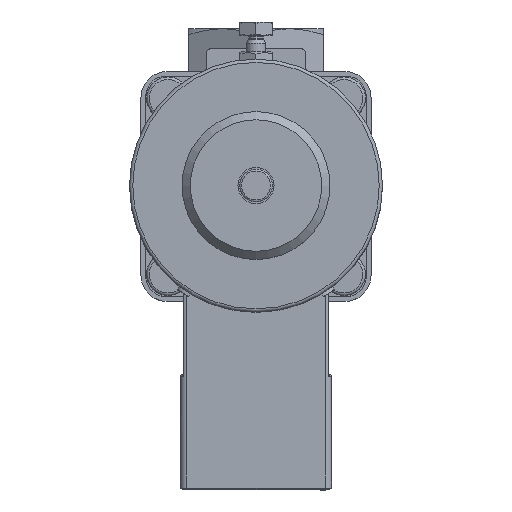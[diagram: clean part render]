
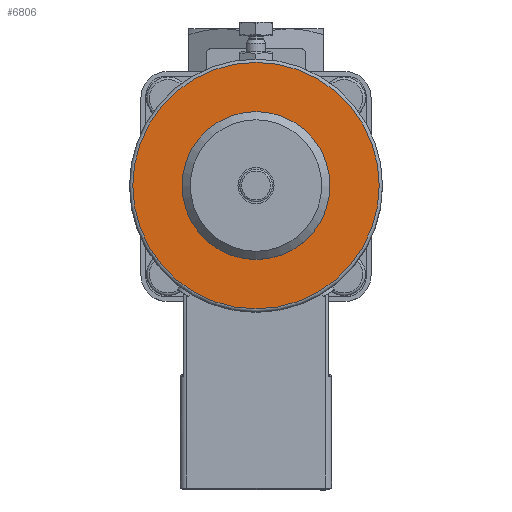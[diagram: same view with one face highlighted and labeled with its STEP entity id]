
A CAD part, top view. The second image highlights one B-rep face of the part: STEP entity #6806.
In plain terms, the highlighted planar face has unit normal (0, 0, 1).
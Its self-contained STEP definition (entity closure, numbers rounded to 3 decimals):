
#1161=PLANE('',#7337);
#1443=FACE_BOUND('',#2083,.T.);
#1634=FACE_OUTER_BOUND('',#2082,.T.);
#2082=EDGE_LOOP('',(#5097));
#2083=EDGE_LOOP('',(#5098));
#2576=CIRCLE('',#7338,37.5);
#2577=CIRCLE('',#7339,22.5);
#3027=VERTEX_POINT('',#11033);
#3028=VERTEX_POINT('',#11035);
#3806=EDGE_CURVE('',#3027,#3027,#2576,.T.);
#3807=EDGE_CURVE('',#3028,#3028,#2577,.T.);
#5097=ORIENTED_EDGE('',*,*,#3806,.F.);
#5098=ORIENTED_EDGE('',*,*,#3807,.T.);
#6806=ADVANCED_FACE('',(#1634,#1443),#1161,.T.);
#7337=AXIS2_PLACEMENT_3D('',#11032,#8509,#8510);
#7338=AXIS2_PLACEMENT_3D('',#11034,#8511,#8512);
#7339=AXIS2_PLACEMENT_3D('',#11036,#8513,#8514);
#8509=DIRECTION('center_axis',(0.,0.,
1.));
#8510=DIRECTION('ref_axis',(1.,0.,0.));
#8511=DIRECTION('center_axis',(0.,0.,
-1.));
#8512=DIRECTION('ref_axis',(1.,0.,0.));
#8513=DIRECTION('center_axis',(0.,0.,
-1.));
#8514=DIRECTION('ref_axis',(-0.5,0.866,0.));
#11032=CARTESIAN_POINT('Origin',(0.,0.,
176.4));
#11033=CARTESIAN_POINT('',(-37.5,0.,176.4));
#11034=CARTESIAN_POINT('Origin',(0.,0.,
176.4));
#11035=CARTESIAN_POINT('',(-11.25,19.486,176.4));
#11036=CARTESIAN_POINT('Origin',(0.,0.,
176.4));
